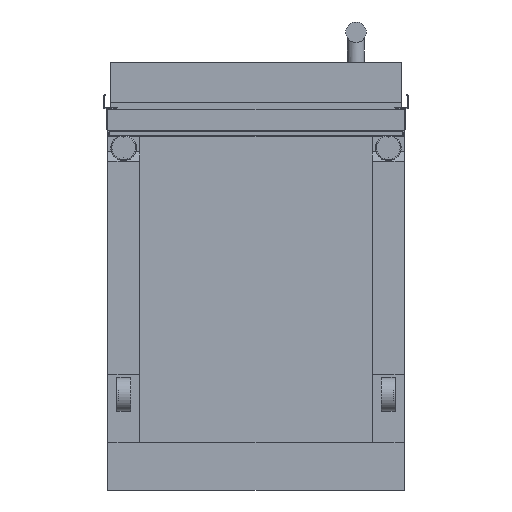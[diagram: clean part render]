
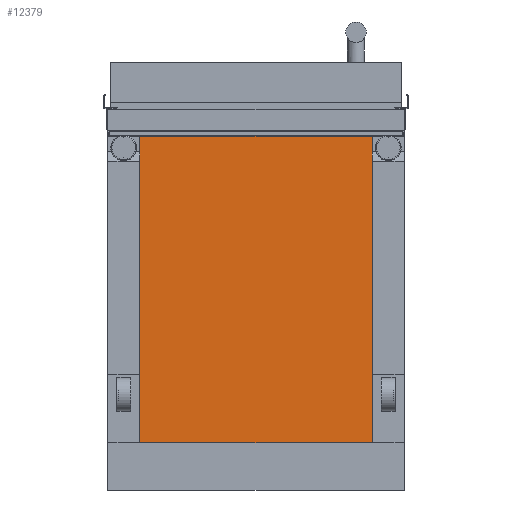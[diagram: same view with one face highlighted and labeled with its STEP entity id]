
A CAD part, front view. The second image highlights one B-rep face of the part: STEP entity #12379.
In plain terms, the highlighted planar face has unit normal (0, -1, 0).
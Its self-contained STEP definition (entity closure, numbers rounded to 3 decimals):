
#43 = CARTESIAN_POINT ( 'NONE',  ( 171., -928.35, 240. ) ) ;
#255 = CARTESIAN_POINT ( 'NONE',  ( 171., -928.35, 240. ) ) ;
#973 = CARTESIAN_POINT ( 'NONE',  ( 171., -928.35, -280. ) ) ;
#975 = EDGE_CURVE ( 'NONE', #2818, #11303, #10406, .T. ) ;
#1123 = CARTESIAN_POINT ( 'NONE',  ( 171., -928.35, -280. ) ) ;
#1271 = AXIS2_PLACEMENT_3D ( 'NONE', #1123, #8503, #11072 ) ;
#1415 = VECTOR ( 'NONE', #5004, 1000. ) ;
#1474 = ORIENTED_EDGE ( 'NONE', *, *, #1846, .F. ) ;
#1775 = CARTESIAN_POINT ( 'NONE',  ( 171., -928.35, -210.4 ) ) ;
#1846 = EDGE_CURVE ( 'NONE', #2198, #7233, #8994, .T. ) ;
#2198 = VERTEX_POINT ( 'NONE', #15369 ) ;
#2447 = EDGE_CURVE ( 'NONE', #11303, #7233, #10615, .T. ) ;
#2818 = VERTEX_POINT ( 'NONE', #3833 ) ;
#3103 = EDGE_LOOP ( 'NONE', ( #4444, #14774, #14339, #1474 ) ) ;
#3833 = CARTESIAN_POINT ( 'NONE',  ( -171., -928.35, -210.4 ) ) ;
#4343 = EDGE_CURVE ( 'NONE', #2818, #2198, #8562, .T. ) ;
#4444 = ORIENTED_EDGE ( 'NONE', *, *, #4343, .F. ) ;
#5004 = DIRECTION ( 'NONE',  ( 1., 0., 0. ) ) ;
#5399 = DIRECTION ( 'NONE',  ( 0., 0., 1. ) ) ;
#6132 = DIRECTION ( 'NONE',  ( 0., 0., 1. ) ) ;
#7034 = VECTOR ( 'NONE', #5399, 1000. ) ;
#7233 = VERTEX_POINT ( 'NONE', #255 ) ;
#7286 = FACE_OUTER_BOUND ( 'NONE', #3103, .T. ) ;
#8449 = DIRECTION ( 'NONE',  ( 1., 0., 0. ) ) ;
#8503 = DIRECTION ( 'NONE',  ( 0., 1., 0. ) ) ;
#8562 = LINE ( 'NONE', #9198, #7034 ) ;
#8619 = VECTOR ( 'NONE', #6132, 1000. ) ;
#8994 = LINE ( 'NONE', #43, #1415 ) ;
#9198 = CARTESIAN_POINT ( 'NONE',  ( -171., -928.35, -280. ) ) ;
#10406 = LINE ( 'NONE', #10921, #12333 ) ;
#10615 = LINE ( 'NONE', #973, #8619 ) ;
#10921 = CARTESIAN_POINT ( 'NONE',  ( 218., -928.35, -210.4 ) ) ;
#11072 = DIRECTION ( 'NONE',  ( 0., 0., 1. ) ) ;
#11303 = VERTEX_POINT ( 'NONE', #1775 ) ;
#12333 = VECTOR ( 'NONE', #8449, 1000. ) ;
#12379 = ADVANCED_FACE ( 'NONE', ( #7286 ), #14787, .F. ) ;
#14339 = ORIENTED_EDGE ( 'NONE', *, *, #2447, .T. ) ;
#14774 = ORIENTED_EDGE ( 'NONE', *, *, #975, .T. ) ;
#14787 = PLANE ( 'NONE',  #1271 ) ;
#15369 = CARTESIAN_POINT ( 'NONE',  ( -171., -928.35, 240. ) ) ;
